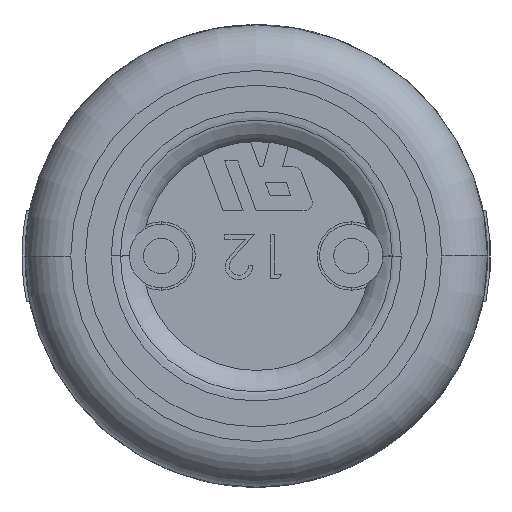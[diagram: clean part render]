
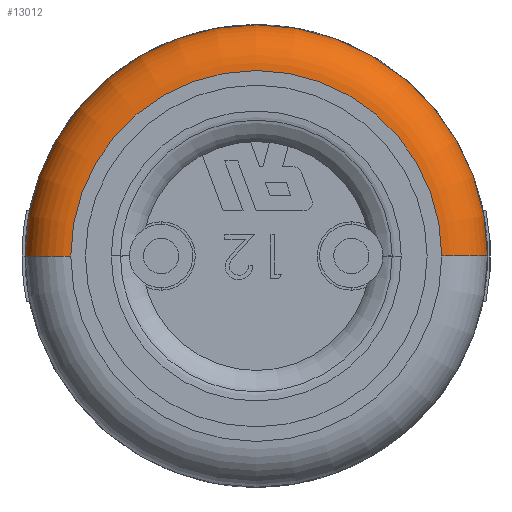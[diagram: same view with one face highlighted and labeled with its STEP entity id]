
A CAD part, front view. The second image highlights one B-rep face of the part: STEP entity #13012.
In plain terms, the highlighted toroidal (fillet/blend) face has major radius 6.687 mm and minor radius 1.651 mm.
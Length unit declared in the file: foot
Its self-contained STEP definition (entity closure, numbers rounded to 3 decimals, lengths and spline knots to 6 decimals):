
#503 = TOROIDAL_SURFACE ( 'NONE', #5215, 0.021938, 0.005417 ) ;
#749 = CARTESIAN_POINT ( 'NONE',  ( 0., 0.017083, 0. ) ) ;
#2170 = EDGE_LOOP ( 'NONE', ( #6411, #15777, #4821, #11422 ) ) ;
#2610 = DIRECTION ( 'NONE',  ( -1., 0., 0. ) ) ;
#4058 = DIRECTION ( 'NONE',  ( 0., 1., 0. ) ) ;
#4821 = ORIENTED_EDGE ( 'NONE', *, *, #16295, .F. ) ;
#5085 = CIRCLE ( 'NONE', #23596, 0.027354 ) ;
#5215 = AXIS2_PLACEMENT_3D ( 'NONE', #19967, #12541, #21795 ) ;
#5527 = CARTESIAN_POINT ( 'NONE',  ( -0.027354, 0.017083, 0. ) ) ;
#5870 = CARTESIAN_POINT ( 'NONE',  ( 0.021938, 0.017083, 0. ) ) ;
#6056 = DIRECTION ( 'NONE',  ( 0., 0., -1. ) ) ;
#6411 = ORIENTED_EDGE ( 'NONE', *, *, #12496, .T. ) ;
#6824 = CIRCLE ( 'NONE', #16168, 0.005417 ) ;
#6971 = CARTESIAN_POINT ( 'NONE',  ( 0.021938, 0.011667, 0. ) ) ;
#7735 = DIRECTION ( 'NONE',  ( 1., 0., 0. ) ) ;
#8150 = AXIS2_PLACEMENT_3D ( 'NONE', #15111, #4058, #16988 ) ;
#8605 = CIRCLE ( 'NONE', #8150, 0.021938 ) ;
#9556 = VERTEX_POINT ( 'NONE', #19874 ) ;
#9839 = CIRCLE ( 'NONE', #22979, 0.005417 ) ;
#11422 = ORIENTED_EDGE ( 'NONE', *, *, #18633, .F. ) ;
#12496 = EDGE_CURVE ( 'NONE', #21504, #19159, #8605, .T. ) ;
#12541 = DIRECTION ( 'NONE',  ( 0., 1., 0. ) ) ;
#13012 = ADVANCED_FACE ( 'NONE', ( #23369 ), #503, .T. ) ;
#13681 = DIRECTION ( 'NONE',  ( 0., 1., 0. ) ) ;
#15111 = CARTESIAN_POINT ( 'NONE',  ( 0., 0.011667, 0. ) ) ;
#15777 = ORIENTED_EDGE ( 'NONE', *, *, #16061, .T. ) ;
#16061 = EDGE_CURVE ( 'NONE', #19159, #9556, #6824, .T. ) ;
#16168 = AXIS2_PLACEMENT_3D ( 'NONE', #5870, #18803, #7735 ) ;
#16295 = EDGE_CURVE ( 'NONE', #23320, #9556, #5085, .T. ) ;
#16988 = DIRECTION ( 'NONE',  ( -1., 0., 0. ) ) ;
#17121 = CARTESIAN_POINT ( 'NONE',  ( -0.021937, 0.017083, 0. ) ) ;
#18633 = EDGE_CURVE ( 'NONE', #21504, #23320, #9839, .T. ) ;
#18803 = DIRECTION ( 'NONE',  ( 0., 0., 1. ) ) ;
#18982 = DIRECTION ( 'NONE',  ( -1., 0., 0. ) ) ;
#19159 = VERTEX_POINT ( 'NONE', #6971 ) ;
#19874 = CARTESIAN_POINT ( 'NONE',  ( 0.027354, 0.017083, 0. ) ) ;
#19967 = CARTESIAN_POINT ( 'NONE',  ( 0., 0.017083, 0. ) ) ;
#21504 = VERTEX_POINT ( 'NONE', #23762 ) ;
#21795 = DIRECTION ( 'NONE',  ( -1., 0., 0. ) ) ;
#22979 = AXIS2_PLACEMENT_3D ( 'NONE', #17121, #6056, #18982 ) ;
#23320 = VERTEX_POINT ( 'NONE', #5527 ) ;
#23369 = FACE_OUTER_BOUND ( 'NONE', #2170, .T. ) ;
#23596 = AXIS2_PLACEMENT_3D ( 'NONE', #749, #13681, #2610 ) ;
#23762 = CARTESIAN_POINT ( 'NONE',  ( -0.021937, 0.011667, 0. ) ) ;
